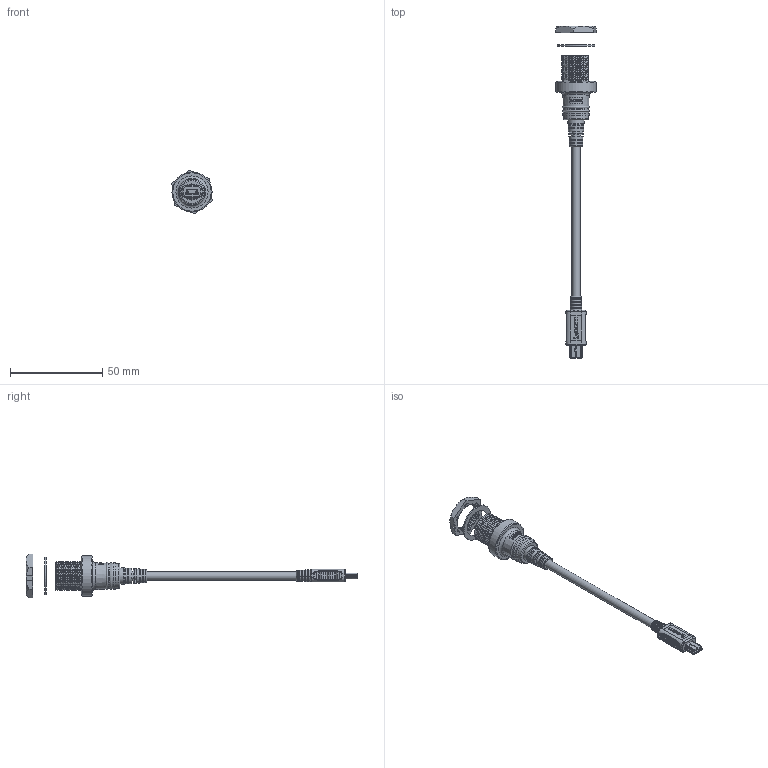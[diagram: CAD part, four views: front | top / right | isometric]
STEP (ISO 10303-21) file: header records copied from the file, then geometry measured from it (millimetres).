
FILE_DESCRIPTION (( 'STEP AP214' ), '1' );
FILE_NAME ('WPUSBMB5X.STEP', '2018-04-30T19:48:06', ( '' ), ( '' ), 'SwSTEP 2.0', 'SolidWorks 2017', '' );
FILE_SCHEMA (( 'AUTOMOTIVE_DESIGN' ));
Length unit declared in the file: millimetre
Products named in the file (17): WPUSBMB5X; 1AL08-377; MTN-162_with new logo; 1AA05-066_SR CRIMPED; 1AA05-066-MA3___; 1AA05-066-MA2; 1AA05-066-MA1_SR CRIMPED; 1AG01-287; 1AJ03-034; MTN-977; MTN-976; 1AA05-114; 1BC01-103; 1AG01-288
Assembly tree (16 placements, depth 4):
  WPUSBMB5X
    MTN-977
      MTN-976
        MTN-976
        1AG01-288
        1BC01-103
        1AA05-114
      MTN-977
    1AJ03-034
    1AG01-287
    MTN-162_with new logo
      1AA05-066_SR CRIMPED
        1AA05-066-MA1_SR CRIMPED
        1AA05-066-MA2
        1AA05-066-MA3___
      MTN-162_with new logo
    1AL08-377
Bounding box: 21.89 x 180.13 x 23.64 mm (x, y, z)
Volume: 13239.7 mm3; surface area: 12331.6 mm2
Topology: 35 solids, 35 shells, 2123 faces, 5822 edges, 3834 vertices
Faces by surface type: plane 1344, cylinder 406, bspline 322, cone 34, torus 17
Full cylindrical faces by diameter (mm): 0.6 x22, 1 x11, 1.6 x6, 2 x8, 3.4 x1, 3.556 x1, 4 x1, 4.5 x1, 8.8 x1, 10.6 x2, 11.2 x1, 11.3 x4, 15.3 x1, 20.6 x1, 21.8 x1
Entity records: 136109 total; most frequent: CARTESIAN_POINT 81189, ORIENTED_EDGE 11442, DIRECTION 9228, EDGE_CURVE 5721, VECTOR 3834, LINE 3834, VERTEX_POINT 3815, AXIS2_PLACEMENT_3D 2697
